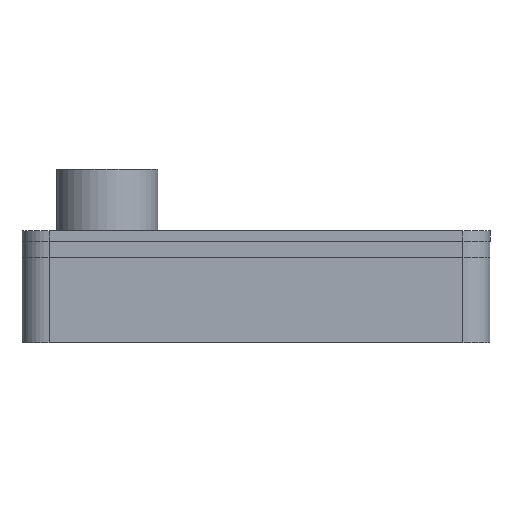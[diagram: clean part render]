
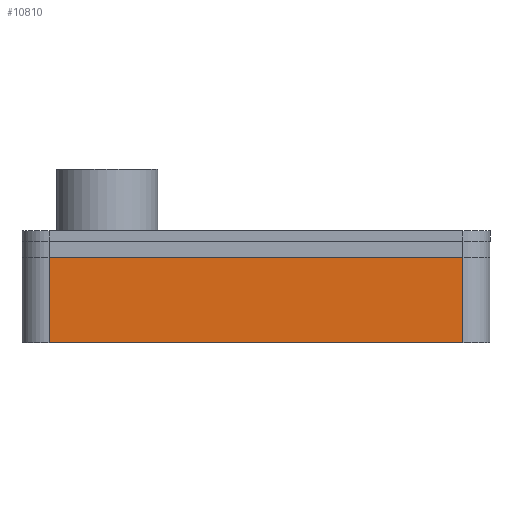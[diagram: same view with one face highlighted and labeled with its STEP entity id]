
A CAD part, left-side view. The second image highlights one B-rep face of the part: STEP entity #10810.
In plain terms, the highlighted planar face has unit normal (-1, 0, 0).
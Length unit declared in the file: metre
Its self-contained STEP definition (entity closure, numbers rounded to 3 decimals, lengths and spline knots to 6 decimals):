
#1224=ORIENTED_EDGE('',*,*,#4501,.F.);
#1225=ORIENTED_EDGE('',*,*,#4502,.T.);
#1226=ORIENTED_EDGE('',*,*,#4503,.T.);
#1227=ORIENTED_EDGE('',*,*,#4504,.T.);
#4501=EDGE_CURVE('',#6138,#6139,#7041,.T.);
#4502=EDGE_CURVE('',#6138,#6140,#7042,.T.);
#4503=EDGE_CURVE('',#6140,#6141,#7043,.T.);
#4504=EDGE_CURVE('',#6141,#6139,#7044,.F.);
#6138=VERTEX_POINT('',#15901);
#6139=VERTEX_POINT('',#15902);
#6140=VERTEX_POINT('',#15904);
#6141=VERTEX_POINT('',#15906);
#7041=LINE('',#15900,#8145);
#7042=LINE('',#15903,#8146);
#7043=LINE('',#15905,#8147);
#7044=LINE('',#15907,#8148);
#8145=VECTOR('',#12647,1.);
#8146=VECTOR('',#12648,1.);
#8147=VECTOR('',#12649,1.);
#8148=VECTOR('',#12650,1.);
#9096=EDGE_LOOP('',(#1224,#1225,#1226,#1227));
#9798=FACE_BOUND('',#9096,.T.);
#10475=PLANE('',#11565);
#10810=ADVANCED_FACE('',(#9798),#10475,.F.);
#11565=AXIS2_PLACEMENT_3D('',#15899,#12645,#12646);
#12645=DIRECTION('',(1.,0.,0.));
#12646=DIRECTION('',(0.,0.,-1.));
#12647=DIRECTION('',(0.,-1.,0.));
#12648=DIRECTION('',(0.,0.,-1.));
#12649=DIRECTION('',(0.,-1.,0.));
#12650=DIRECTION('',(0.,0.,-1.));
#15899=CARTESIAN_POINT('',(-0.072048,0.,0.004));
#15900=CARTESIAN_POINT('',(-0.072048,0.,0.016));
#15901=CARTESIAN_POINT('',(-0.072048,0.038718,0.016));
#15902=CARTESIAN_POINT('',(-0.072048,-0.038718,0.016));
#15903=CARTESIAN_POINT('',(-0.072048,0.038718,0.004));
#15904=CARTESIAN_POINT('',(-0.072048,0.038718,0.));
#15905=CARTESIAN_POINT('',(-0.072048,0.,0.));
#15906=CARTESIAN_POINT('',(-0.072048,-0.038718,0.));
#15907=CARTESIAN_POINT('',(-0.072048,-0.038718,0.016));
